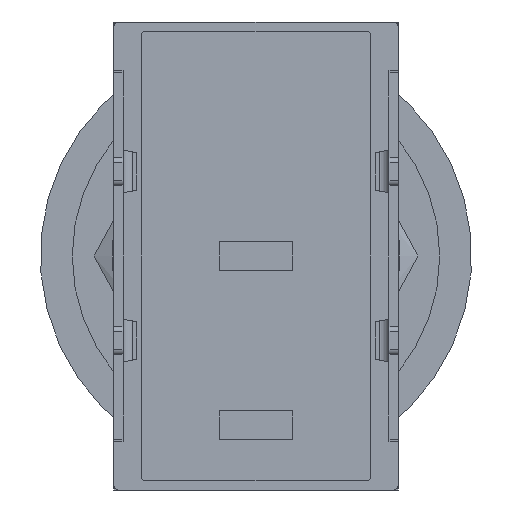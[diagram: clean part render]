
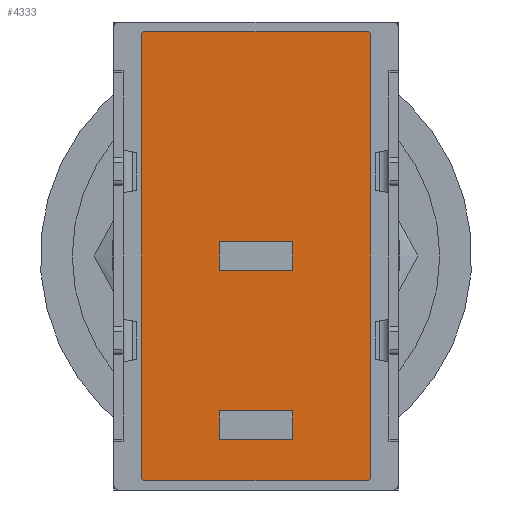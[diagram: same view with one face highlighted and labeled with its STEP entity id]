
A CAD part, front view. The second image highlights one B-rep face of the part: STEP entity #4333.
In plain terms, the highlighted planar face has unit normal (0, -1, 0).
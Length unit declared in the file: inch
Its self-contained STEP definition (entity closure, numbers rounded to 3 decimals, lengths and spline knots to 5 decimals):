
#318=CIRCLE('',#4818,0.00512);
#320=CIRCLE('',#4822,0.00512);
#322=CIRCLE('',#4826,0.00512);
#324=CIRCLE('',#4830,0.00512);
#1438=ORIENTED_EDGE('',*,*,#2102,.F.);
#1439=ORIENTED_EDGE('',*,*,#2103,.F.);
#1440=ORIENTED_EDGE('',*,*,#2104,.T.);
#1441=ORIENTED_EDGE('',*,*,#2105,.T.);
#1442=ORIENTED_EDGE('',*,*,#2106,.F.);
#1443=ORIENTED_EDGE('',*,*,#2107,.F.);
#1444=ORIENTED_EDGE('',*,*,#2108,.T.);
#1445=ORIENTED_EDGE('',*,*,#2109,.T.);
#1446=ORIENTED_EDGE('',*,*,#2078,.F.);
#1447=ORIENTED_EDGE('',*,*,#2100,.F.);
#1448=ORIENTED_EDGE('',*,*,#2097,.F.);
#1449=ORIENTED_EDGE('',*,*,#2094,.F.);
#1450=ORIENTED_EDGE('',*,*,#2091,.F.);
#1451=ORIENTED_EDGE('',*,*,#2088,.F.);
#1452=ORIENTED_EDGE('',*,*,#2085,.F.);
#1453=ORIENTED_EDGE('',*,*,#2082,.F.);
#2078=EDGE_CURVE('',#2508,#2509,#2923,.T.);
#2082=EDGE_CURVE('',#2509,#2512,#318,.T.);
#2085=EDGE_CURVE('',#2512,#2514,#2928,.T.);
#2088=EDGE_CURVE('',#2514,#2516,#320,.T.);
#2091=EDGE_CURVE('',#2516,#2518,#2932,.T.);
#2094=EDGE_CURVE('',#2518,#2520,#322,.T.);
#2097=EDGE_CURVE('',#2520,#2522,#2936,.T.);
#2100=EDGE_CURVE('',#2522,#2508,#324,.T.);
#2102=EDGE_CURVE('',#2524,#2525,#2939,.T.);
#2103=EDGE_CURVE('',#2526,#2524,#2940,.T.);
#2104=EDGE_CURVE('',#2526,#2527,#2941,.T.);
#2105=EDGE_CURVE('',#2527,#2525,#2942,.T.);
#2106=EDGE_CURVE('',#2528,#2529,#2943,.T.);
#2107=EDGE_CURVE('',#2530,#2528,#2944,.T.);
#2108=EDGE_CURVE('',#2530,#2531,#2945,.T.);
#2109=EDGE_CURVE('',#2531,#2529,#2946,.T.);
#2508=VERTEX_POINT('',#7279);
#2509=VERTEX_POINT('',#7280);
#2512=VERTEX_POINT('',#7288);
#2514=VERTEX_POINT('',#7294);
#2516=VERTEX_POINT('',#7300);
#2518=VERTEX_POINT('',#7306);
#2520=VERTEX_POINT('',#7312);
#2522=VERTEX_POINT('',#7318);
#2524=VERTEX_POINT('',#7328);
#2525=VERTEX_POINT('',#7329);
#2526=VERTEX_POINT('',#7331);
#2527=VERTEX_POINT('',#7333);
#2528=VERTEX_POINT('',#7336);
#2529=VERTEX_POINT('',#7337);
#2530=VERTEX_POINT('',#7339);
#2531=VERTEX_POINT('',#7341);
#2923=LINE('',#7278,#3354);
#2928=LINE('',#7293,#3359);
#2932=LINE('',#7305,#3363);
#2936=LINE('',#7317,#3367);
#2939=LINE('',#7327,#3370);
#2940=LINE('',#7330,#3371);
#2941=LINE('',#7332,#3372);
#2942=LINE('',#7334,#3373);
#2943=LINE('',#7335,#3374);
#2944=LINE('',#7338,#3375);
#2945=LINE('',#7340,#3376);
#2946=LINE('',#7342,#3377);
#3354=VECTOR('',#5944,39.37008);
#3359=VECTOR('',#5957,39.37008);
#3363=VECTOR('',#5969,39.37008);
#3367=VECTOR('',#5981,39.37008);
#3370=VECTOR('',#5994,39.37008);
#3371=VECTOR('',#5995,39.37008);
#3372=VECTOR('',#5996,39.37008);
#3373=VECTOR('',#5997,39.37008);
#3374=VECTOR('',#5998,39.37008);
#3375=VECTOR('',#5999,39.37008);
#3376=VECTOR('',#6000,39.37008);
#3377=VECTOR('',#6001,39.37008);
#3659=EDGE_LOOP('',(#1438,#1439,#1440,#1441));
#3660=EDGE_LOOP('',(#1442,#1443,#1444,#1445));
#3661=EDGE_LOOP('',(#1446,#1447,#1448,#1449,#1450,#1451,#1452,#1453));
#3925=FACE_BOUND('',#3659,.T.);
#3926=FACE_BOUND('',#3660,.T.);
#3927=FACE_BOUND('',#3661,.T.);
#4096=PLANE('',#4833);
#4333=ADVANCED_FACE('',(#3925,#3926,#3927),#4096,.F.);
#4818=AXIS2_PLACEMENT_3D('',#7287,#5950,#5951);
#4822=AXIS2_PLACEMENT_3D('',#7299,#5962,#5963);
#4826=AXIS2_PLACEMENT_3D('',#7311,#5974,#5975);
#4830=AXIS2_PLACEMENT_3D('',#7323,#5986,#5987);
#4833=AXIS2_PLACEMENT_3D('',#7326,#5992,#5993);
#5944=DIRECTION('',(0.,0.,1.));
#5950=DIRECTION('',(0.,1.,0.));
#5951=DIRECTION('',(1.,0.,0.));
#5957=DIRECTION('',(1.,0.,0.));
#5962=DIRECTION('',(0.,1.,0.));
#5963=DIRECTION('',(1.,0.,0.));
#5969=DIRECTION('',(0.,0.,-1.));
#5974=DIRECTION('',(0.,1.,0.));
#5975=DIRECTION('',(1.,0.,0.));
#5981=DIRECTION('',(-1.,0.,0.));
#5986=DIRECTION('',(0.,1.,0.));
#5987=DIRECTION('',(1.,0.,0.));
#5992=DIRECTION('',(0.,1.,0.));
#5993=DIRECTION('',(0.,0.,1.));
#5994=DIRECTION('',(0.,0.,-1.));
#5995=DIRECTION('',(-1.,0.,0.));
#5996=DIRECTION('',(0.,0.,-1.));
#5997=DIRECTION('',(-1.,0.,0.));
#5998=DIRECTION('',(0.,0.,-1.));
#5999=DIRECTION('',(-1.,0.,0.));
#6000=DIRECTION('',(0.,0.,-1.));
#6001=DIRECTION('',(-1.,0.,0.));
#7278=CARTESIAN_POINT('',(-0.1255,0.,-0.24088));
#7279=CARTESIAN_POINT('',(-0.1255,0.,-0.24088));
#7280=CARTESIAN_POINT('',(-0.1255,0.,0.24088));
#7287=CARTESIAN_POINT('',(-0.12038,0.,0.24088));
#7288=CARTESIAN_POINT('',(-0.12038,0.,0.246));
#7293=CARTESIAN_POINT('',(-0.12038,0.,0.246));
#7294=CARTESIAN_POINT('',(0.12038,0.,0.246));
#7299=CARTESIAN_POINT('',(0.12038,0.,0.24088));
#7300=CARTESIAN_POINT('',(0.1255,0.,0.24088));
#7305=CARTESIAN_POINT('',(0.1255,0.,0.24088));
#7306=CARTESIAN_POINT('',(0.1255,0.,-0.24088));
#7311=CARTESIAN_POINT('',(0.12038,0.,-0.24088));
#7312=CARTESIAN_POINT('',(0.12038,0.,-0.246));
#7317=CARTESIAN_POINT('',(0.12038,0.,-0.246));
#7318=CARTESIAN_POINT('',(-0.12038,0.,-0.246));
#7323=CARTESIAN_POINT('',(-0.12038,0.,-0.24088));
#7326=CARTESIAN_POINT('',(-0.12038,0.,0.24088));
#7327=CARTESIAN_POINT('',(-0.0395,0.,0.0155));
#7328=CARTESIAN_POINT('',(-0.0395,0.,0.0155));
#7329=CARTESIAN_POINT('',(-0.0395,0.,-0.0155));
#7330=CARTESIAN_POINT('',(0.0395,0.,0.0155));
#7331=CARTESIAN_POINT('',(0.0395,0.,0.0155));
#7332=CARTESIAN_POINT('',(0.0395,0.,0.0155));
#7333=CARTESIAN_POINT('',(0.0395,0.,-0.0155));
#7334=CARTESIAN_POINT('',(0.0395,0.,-0.0155));
#7335=CARTESIAN_POINT('',(-0.0395,0.,-0.1695));
#7336=CARTESIAN_POINT('',(-0.0395,0.,-0.1695));
#7337=CARTESIAN_POINT('',(-0.0395,0.,-0.2005));
#7338=CARTESIAN_POINT('',(0.0395,0.,-0.1695));
#7339=CARTESIAN_POINT('',(0.0395,0.,-0.1695));
#7340=CARTESIAN_POINT('',(0.0395,0.,-0.1695));
#7341=CARTESIAN_POINT('',(0.0395,0.,-0.2005));
#7342=CARTESIAN_POINT('',(0.0395,0.,-0.2005));
